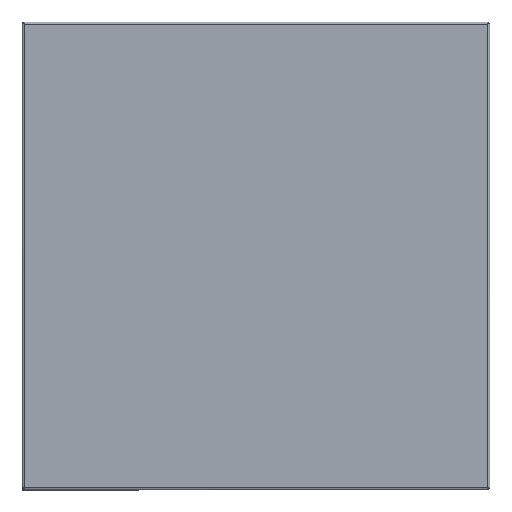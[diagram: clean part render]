
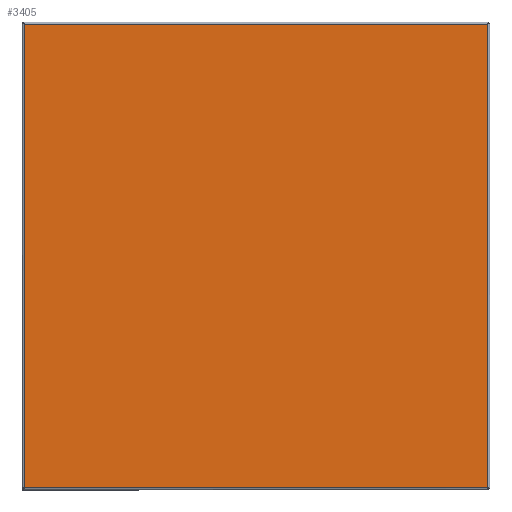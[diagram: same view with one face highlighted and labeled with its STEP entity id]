
A CAD part, top view. The second image highlights one B-rep face of the part: STEP entity #3405.
In plain terms, the highlighted planar face has unit normal (0, 0, 1).
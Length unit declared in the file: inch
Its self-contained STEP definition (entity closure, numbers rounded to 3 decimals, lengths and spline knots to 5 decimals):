
#389=PLANE($,#3636);
#583=LINE($,#5451,#795);
#588=LINE($,#5530,#800);
#592=LINE($,#5607,#804);
#596=LINE($,#5683,#808);
#795=VECTOR($,#4206,23.9145);
#800=VECTOR($,#4217,23.9145);
#804=VECTOR($,#4227,23.9145);
#808=VECTOR($,#4237,23.9145);
#1123=FACE_OUTER_BOUND($,#1355,.T.);
#1355=EDGE_LOOP($,(#2671,#2672,#2673,#2674));
#1757=VERTEX_POINT($,#5442);
#1758=VERTEX_POINT($,#5450);
#1761=VERTEX_POINT($,#5522);
#1763=VERTEX_POINT($,#5599);
#2074=EDGE_CURVE($,#1758,#1757,#583,.T.);
#2083=EDGE_CURVE($,#1757,#1761,#588,.T.);
#2091=EDGE_CURVE($,#1761,#1763,#592,.T.);
#2099=EDGE_CURVE($,#1763,#1758,#596,.T.);
#2671=ORIENTED_EDGE($,*,*,#2074,.T.);
#2672=ORIENTED_EDGE($,*,*,#2083,.T.);
#2673=ORIENTED_EDGE($,*,*,#2091,.T.);
#2674=ORIENTED_EDGE($,*,*,#2099,.T.);
#3405=ADVANCED_FACE($,(#1123),#389,.T.);
#3636=AXIS2_PLACEMENT_3D($,#5749,#4244,#4245);
#4206=DIRECTION($,(0.,1.,0.));
#4217=DIRECTION($,(-1.,0.,0.));
#4227=DIRECTION($,(0.,-1.,0.));
#4237=DIRECTION($,(1.,0.,0.));
#4244=DIRECTION('center_axis',(0.,0.,1.));
#4245=DIRECTION('ref_axis',(1.,0.,0.));
#5442=CARTESIAN_POINT('',(24.01975,24.01975,0.074));
#5450=CARTESIAN_POINT('',(24.01975,0.10525,0.074));
#5451=CARTESIAN_POINT($,(24.01975,6.08388,0.074));
#5522=CARTESIAN_POINT('',(0.10525,24.01975,0.074));
#5530=CARTESIAN_POINT($,(18.04113,24.01975,0.074));
#5599=CARTESIAN_POINT('',(0.10525,0.10525,0.074));
#5607=CARTESIAN_POINT($,(0.10525,18.04113,0.074));
#5683=CARTESIAN_POINT($,(6.08388,0.10525,0.074));
#5749=CARTESIAN_POINT('Origin',(12.0625,12.0625,0.074));
